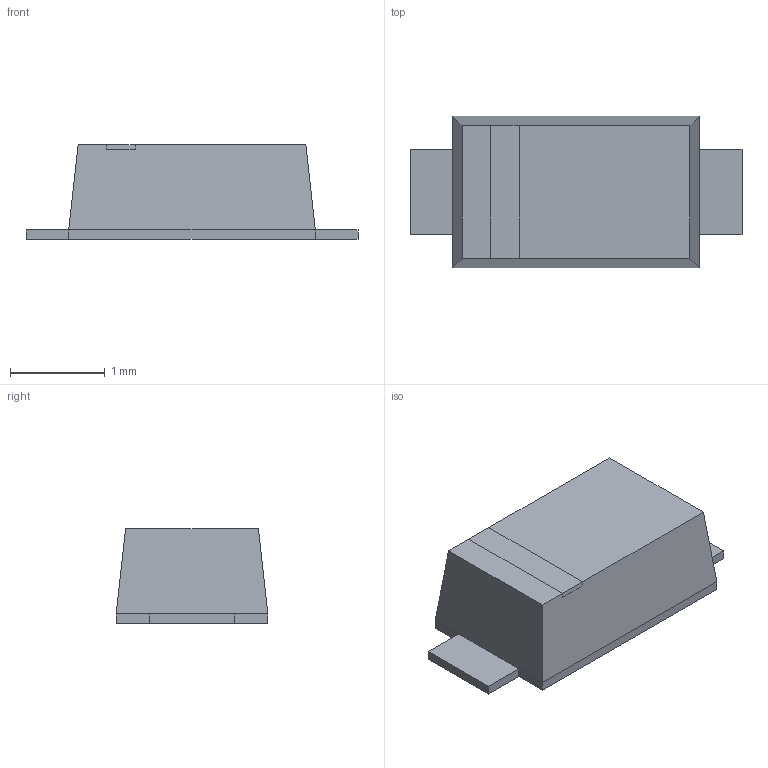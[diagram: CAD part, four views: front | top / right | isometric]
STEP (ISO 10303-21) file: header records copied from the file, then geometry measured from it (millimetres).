
FILE_DESCRIPTION((''),'2;1');
FILE_NAME('SODFL3516X90N.stp','2014-10-09T10:43:01',(''),(''),'Mechanical Desktop 2011','Mechanical Desktop 2011',', , ');
FILE_SCHEMA(('AUTOMOTIVE_DESIGN { 1 2 10303 214 1 1 1 1 }'));
Length unit declared in the file: millimetre
Products named in the file (1): Product
Bounding box: 3.5 x 1.6 x 1 mm (x, y, z)
Volume: 3.9 mm3; surface area: 27.4 mm2
Topology: 5 solids, 5 shells, 44 faces, 99 edges, 66 vertices
Faces by surface type: plane 44
Entity records: 1258 total; most frequent: CARTESIAN_POINT 209, ORIENTED_EDGE 196, DIRECTION 189, VECTOR 99, LINE 99, EDGE_CURVE 98, VERTEX_POINT 64, AXIS2_PLACEMENT_3D 45
